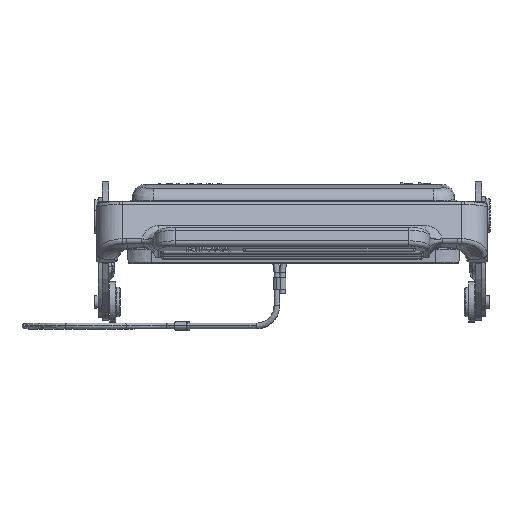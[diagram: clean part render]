
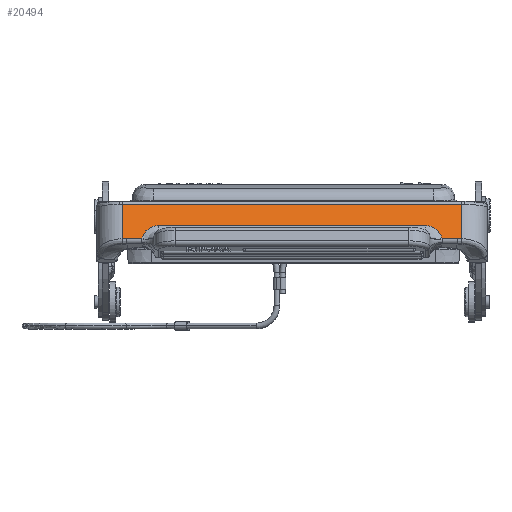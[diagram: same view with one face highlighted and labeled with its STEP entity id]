
A CAD part, top view. The second image highlights one B-rep face of the part: STEP entity #20494.
In plain terms, the highlighted planar face has unit normal (0, 0.342, 0.94).
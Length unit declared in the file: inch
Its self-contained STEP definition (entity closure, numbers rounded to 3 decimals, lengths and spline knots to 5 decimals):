
#2292=DIRECTION('',(0.,-0.94,0.342));
#2293=VECTOR('',#2292,0.34761);
#2294=CARTESIAN_POINT('',(-1.61479,0.42356,
0.93101));
#2295=LINE('',#2294,#2293);
#2296=CARTESIAN_POINT('',(-1.27227,0.21939,
1.00521));
#2297=CARTESIAN_POINT('',(-1.28459,0.21936,
1.00523));
#2298=CARTESIAN_POINT('',(-1.3085,0.21678,
1.00616));
#2299=CARTESIAN_POINT('',(-1.34343,0.20482,
1.01051));
#2300=CARTESIAN_POINT('',(-1.37349,0.18633,
1.01723));
#2301=CARTESIAN_POINT('',(-1.39899,0.16121,
1.02636));
#2302=CARTESIAN_POINT('',(-1.41737,0.13192,
1.037));
#2303=CARTESIAN_POINT('',(-1.42466,0.10972,
1.04507));
#2304=CARTESIAN_POINT('',(-1.42709,0.09795,
1.04935));
#2306=DIRECTION('',(-1.,0.,0.));
#2307=VECTOR('',#2306,0.14351);
#2308=CARTESIAN_POINT('',(-1.42709,0.09795,
1.04935));
#2309=LINE('',#2308,#2307);
#2320=DIRECTION('',(1.,0.,0.));
#2321=VECTOR('',#2320,2.51575);
#2322=CARTESIAN_POINT('',(-1.27227,0.21939,
1.00521));
#2323=LINE('',#2322,#2321);
#2333=CARTESIAN_POINT('',(1.24348,0.21939,1.00521));
#2334=CARTESIAN_POINT('',(1.25561,0.2194,1.00521));
#2335=CARTESIAN_POINT('',(1.27927,0.21685,1.00614));
#2336=CARTESIAN_POINT('',(1.31441,0.20498,1.01045));
#2337=CARTESIAN_POINT('',(1.345,0.18612,1.0173));
#2338=CARTESIAN_POINT('',(1.37047,0.16092,1.02646));
#2339=CARTESIAN_POINT('',(1.38893,0.13111,1.0373));
#2340=CARTESIAN_POINT('',(1.39602,0.10938,1.0452));
#2341=CARTESIAN_POINT('',(1.39831,0.09794,1.04935));
#2394=DIRECTION('',(1.,0.,0.));
#2395=VECTOR('',#2394,0.1435);
#2396=CARTESIAN_POINT('',(1.39831,0.09794,1.04935));
#2397=LINE('',#2396,#2395);
#2506=CARTESIAN_POINT('',(1.54181,0.09794,1.04935));
#2507=CARTESIAN_POINT('',(1.54669,0.09794,1.04935));
#2508=CARTESIAN_POINT('',(1.55646,0.09786,1.04938));
#2509=CARTESIAN_POINT('',(1.57119,0.0975,1.04951));
#2510=CARTESIAN_POINT('',(1.58106,0.0971,1.04966));
#2511=CARTESIAN_POINT('',(1.586,0.09686,1.04974));
#2551=DIRECTION('',(0.,0.94,-0.342));
#2552=VECTOR('',#2551,0.34761);
#2553=CARTESIAN_POINT('',(1.586,0.09686,1.04974));
#2554=LINE('',#2553,#2552);
#2560=DIRECTION('',(-1.,0.,0.));
#2561=VECTOR('',#2560,3.20079);
#2562=CARTESIAN_POINT('',(1.586,0.42356,
0.93101));
#2563=LINE('',#2562,#2561);
#2956=CARTESIAN_POINT('',(-1.42709,0.09795,
1.04935));
#13299=CARTESIAN_POINT('',(-1.61479,0.09686,
1.04974));
#13300=CARTESIAN_POINT('',(-1.6099,0.0971,
1.04966));
#13301=CARTESIAN_POINT('',(-1.60011,0.09749,
1.04951));
#13302=CARTESIAN_POINT('',(-1.58538,0.09786,
1.04938));
#13303=CARTESIAN_POINT('',(-1.57553,0.09794,
1.04935));
#13304=CARTESIAN_POINT('',(-1.5706,0.09794,
1.04935));
#15718=VERTEX_POINT('',#2956);
#15721=CARTESIAN_POINT('',(-1.5706,0.09794,
1.04935));
#15722=VERTEX_POINT('',#15721);
#15727=VERTEX_POINT('',#2296);
#15728=VERTEX_POINT('',#13299);
#15729=VERTEX_POINT('',#2506);
#15730=VERTEX_POINT('',#2511);
#15785=CARTESIAN_POINT('',(1.586,0.42356,
0.93101));
#15786=VERTEX_POINT('',#15785);
#15789=CARTESIAN_POINT('',(-1.61479,0.42356,
0.93101));
#15790=VERTEX_POINT('',#15789);
#15838=CARTESIAN_POINT('',(1.39831,0.09794,
1.04935));
#15839=VERTEX_POINT('',#15838);
#15842=CARTESIAN_POINT('',(1.24348,0.21939,
1.00521));
#15844=VERTEX_POINT('',#15842);
#20468=CARTESIAN_POINT('',(-0.01439,0.26021,
0.99038));
#20469=DIRECTION('',(0.,0.342,0.94));
#20470=DIRECTION('',(0.,0.94,-0.342));
#20471=AXIS2_PLACEMENT_3D('',#20468,#20469,#20470);
#20472=PLANE('',#20471);
#20474=ORIENTED_EDGE('',*,*,#20473,.T.);
#20476=ORIENTED_EDGE('',*,*,#20475,.T.);
#20478=ORIENTED_EDGE('',*,*,#20477,.F.);
#20479=ORIENTED_EDGE('',*,*,#20460,.F.);
#20481=ORIENTED_EDGE('',*,*,#20480,.F.);
#20483=ORIENTED_EDGE('',*,*,#20482,.F.);
#20485=ORIENTED_EDGE('',*,*,#20484,.F.);
#20487=ORIENTED_EDGE('',*,*,#20486,.F.);
#20489=ORIENTED_EDGE('',*,*,#20488,.F.);
#20491=ORIENTED_EDGE('',*,*,#20490,.F.);
#20492=EDGE_LOOP('',(#20474,#20476,#20478,#20479,#20481,#20483,#20485,#20487,
#20489,#20491));
#20493=FACE_OUTER_BOUND('',#20492,.F.);
#20494=ADVANCED_FACE('',(#20493),#20472,.T.);
#2305=B_SPLINE_CURVE_WITH_KNOTS('',3,(#2296,#2297,#2298,#2299,#2300,#2301,#2302,
#2303,#2304),.UNSPECIFIED.,.F.,.F.,(4,1,1,1,1,1,4),(0.,0.16667,
0.33333,0.5,0.66667,0.83333,1.),
.UNSPECIFIED.);
#2342=B_SPLINE_CURVE_WITH_KNOTS('',3,(#2333,#2334,#2335,#2336,#2337,#2338,#2339,
#2340,#2341),.UNSPECIFIED.,.F.,.F.,(4,1,1,1,1,1,4),(0.,0.16667,
0.33333,0.5,0.66667,0.83333,1.),
.UNSPECIFIED.);
#2512=B_SPLINE_CURVE_WITH_KNOTS('',3,(#2506,#2507,#2508,#2509,#2510,#2511),
.UNSPECIFIED.,.F.,.F.,(4,1,1,4),(0.,0.33333,0.66667,1.),
.UNSPECIFIED.);
#13305=B_SPLINE_CURVE_WITH_KNOTS('',3,(#13299,#13300,#13301,#13302,#13303,
#13304),.UNSPECIFIED.,.F.,.F.,(4,1,1,4),(0.,0.33333,
0.66667,1.),.UNSPECIFIED.);
#20460=EDGE_CURVE('',#15790,#15728,#2295,.T.);
#20473=EDGE_CURVE('',#15727,#15718,#2305,.T.);
#20475=EDGE_CURVE('',#15718,#15722,#2309,.T.);
#20477=EDGE_CURVE('',#15728,#15722,#13305,.T.);
#20480=EDGE_CURVE('',#15786,#15790,#2563,.T.);
#20482=EDGE_CURVE('',#15730,#15786,#2554,.T.);
#20484=EDGE_CURVE('',#15729,#15730,#2512,.T.);
#20486=EDGE_CURVE('',#15839,#15729,#2397,.T.);
#20488=EDGE_CURVE('',#15844,#15839,#2342,.T.);
#20490=EDGE_CURVE('',#15727,#15844,#2323,.T.);
